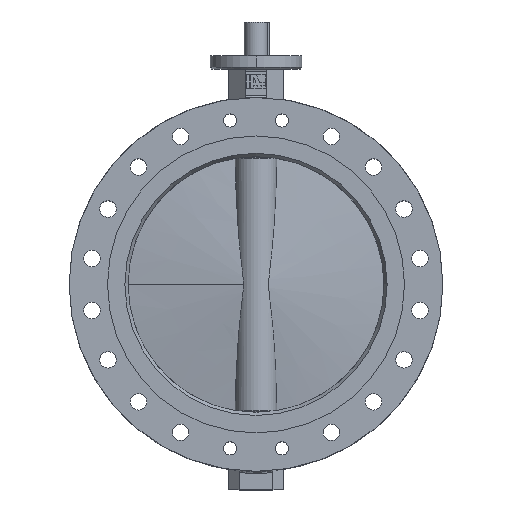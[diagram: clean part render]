
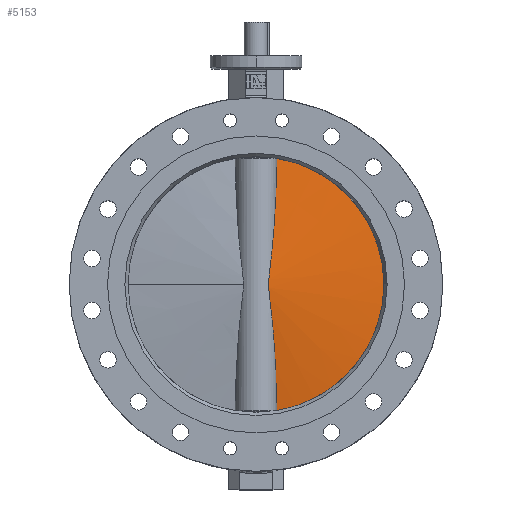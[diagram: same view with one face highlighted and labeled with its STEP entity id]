
A CAD part, top view. The second image highlights one B-rep face of the part: STEP entity #5153.
In plain terms, the highlighted conical face has half-angle 82.802 degrees and reference radius 245.467 mm.
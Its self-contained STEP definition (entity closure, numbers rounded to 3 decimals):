
#16 = EDGE_CURVE ( 'NONE', #6398, #6413, #526, .T. ) ;
#17 = EDGE_CURVE ( 'NONE', #6399, #6413, #6924, .T. ) ;
#143 = AXIS2_PLACEMENT_3D ( 'NONE', #6953, #6954, #6955 ) ;
#526 = B_SPLINE_CURVE_WITH_KNOTS ( 'NONE', 3,
 ( #5745, #5740, #5741, #5746, #5747, #5748, #5749, #5750, #5751, #5752, #5753, #5754, #5755, #5756, #5757, #4896, #4506, #4812, #6925, #6926, #6927, #6928, #6929, #6930, #6931, #6932, #6933, #6934, #6935, #6936, #6937, #6938, #6939, #6940, #6941, #6942, #6943, #6944, #6945, #6946, #6947, #6948, #6949, #6950 ),
 .UNSPECIFIED., .F., .F.,
 ( 4, 2, 2, 2, 2, 2, 2, 2, 2, 2, 2, 2, 2, 2, 2, 2, 2, 2, 2, 2, 2, 4 ),
 ( -0.218, -0.188, -0.158, -0.097, -0.067, -0.037, -0.022, -0.007, 0.001, 0.009, 0.016, 0.024, 0.031, 0.039, 0.046, 0.054, 0.069, 0.084, 0.114, 0.145, 0.205, 0.266 ),
 .UNSPECIFIED. ) ;
#1345 = AXIS2_PLACEMENT_3D ( 'NONE', #2631, #2632, #2633 ) ;
#1870 = EDGE_CURVE ( 'NONE', #6398, #6399, #2122, .T. ) ;
#2122 = CIRCLE ( 'NONE', #1345, 244.605 ) ;
#2631 = CARTESIAN_POINT ( 'NONE',  ( -4.109, 0., 0. ) ) ;
#2632 = DIRECTION ( 'NONE',  ( -1., 0., 0. ) ) ;
#2633 = DIRECTION ( 'NONE',  ( 0., 0., 1. ) ) ;
#3059 = AXIS2_PLACEMENT_3D ( 'NONE', #3877, #3878, #3876 ) ;
#3726 = FACE_OUTER_BOUND ( 'NONE', #4745, .T. ) ;
#3730 = CONICAL_SURFACE ( 'NONE', #3059, 245.467, 1.445 ) ;
#3876 = DIRECTION ( 'NONE',  ( 0., 0., -1. ) ) ;
#3877 = CARTESIAN_POINT ( 'NONE',  ( -4., 0., 0. ) ) ;
#3878 = DIRECTION ( 'NONE',  ( 1., 0., 0. ) ) ;
#4208 = CARTESIAN_POINT ( 'NONE',  ( -4.109, -241.348, 39.788 ) ) ;
#4209 = CARTESIAN_POINT ( 'NONE',  ( -4.109, 0., 244.605 ) ) ;
#4223 = CARTESIAN_POINT ( 'NONE',  ( -4.109, 241.348, 39.788 ) ) ;
#4506 = CARTESIAN_POINT ( 'NONE',  ( -30.381, -25.751, 26.021 ) ) ;
#4745 = EDGE_LOOP ( 'NONE', ( #5844, #5845, #5846 ) ) ;
#4812 = CARTESIAN_POINT ( 'NONE',  ( -30.859, -20.74, 25.453 ) ) ;
#4896 = CARTESIAN_POINT ( 'NONE',  ( -30.127, -28.254, 26.316 ) ) ;
#5153 = ADVANCED_FACE ( 'NONE', ( #3726 ), #3730, .T. ) ;
#5740 = CARTESIAN_POINT ( 'NONE',  ( -5.364, -231.296, 39.659 ) ) ;
#5741 = CARTESIAN_POINT ( 'NONE',  ( -6.619, -221.245, 39.469 ) ) ;
#5745 = CARTESIAN_POINT ( 'NONE',  ( -4.109, -241.348, 39.788 ) ) ;
#5746 = CARTESIAN_POINT ( 'NONE',  ( -9.126, -201.145, 38.966 ) ) ;
#5747 = CARTESIAN_POINT ( 'NONE',  ( -10.379, -191.096, 38.652 ) ) ;
#5748 = CARTESIAN_POINT ( 'NONE',  ( -14.132, -160.957, 37.512 ) ) ;
#5749 = CARTESIAN_POINT ( 'NONE',  ( -16.629, -140.885, 36.489 ) ) ;
#5750 = CARTESIAN_POINT ( 'NONE',  ( -20.347, -110.811, 34.467 ) ) ;
#5751 = CARTESIAN_POINT ( 'NONE',  ( -21.582, -100.792, 33.711 ) ) ;
#5752 = CARTESIAN_POINT ( 'NONE',  ( -24.033, -80.766, 32.01 ) ) ;
#5753 = CARTESIAN_POINT ( 'NONE',  ( -25.25, -70.76, 31.063 ) ) ;
#5754 = CARTESIAN_POINT ( 'NONE',  ( -27.037, -55.758, 29.489 ) ) ;
#5755 = CARTESIAN_POINT ( 'NONE',  ( -27.626, -50.759, 28.939 ) ) ;
#5756 = CARTESIAN_POINT ( 'NONE',  ( -28.775, -40.759, 27.796 ) ) ;
#5757 = CARTESIAN_POINT ( 'NONE',  ( -29.337, -35.76, 27.202 ) ) ;
#5844 = ORIENTED_EDGE ( 'NONE', *, *, #16, .F. ) ;
#5845 = ORIENTED_EDGE ( 'NONE', *, *, #1870, .T. ) ;
#5846 = ORIENTED_EDGE ( 'NONE', *, *, #17, .T. ) ;
#6398 = VERTEX_POINT ( 'NONE', #4208 ) ;
#6399 = VERTEX_POINT ( 'NONE', #4209 ) ;
#6413 = VERTEX_POINT ( 'NONE', #4223 ) ;
#6924 = CIRCLE ( 'NONE', #143, 244.605 ) ;
#6925 = CARTESIAN_POINT ( 'NONE',  ( -31.082, -18.234, 25.18 ) ) ;
#6926 = CARTESIAN_POINT ( 'NONE',  ( -31.472, -13.218, 24.69 ) ) ;
#6927 = CARTESIAN_POINT ( 'NONE',  ( -31.639, -10.708, 24.475 ) ) ;
#6928 = CARTESIAN_POINT ( 'NONE',  ( -31.879, -5.681, 24.161 ) ) ;
#6929 = CARTESIAN_POINT ( 'NONE',  ( -31.951, -3.164, 24.065 ) ) ;
#6930 = CARTESIAN_POINT ( 'NONE',  ( -31.972, 1.879, 24.038 ) ) ;
#6931 = CARTESIAN_POINT ( 'NONE',  ( -31.92, 4.406, 24.107 ) ) ;
#6932 = CARTESIAN_POINT ( 'NONE',  ( -31.711, 9.467, 24.381 ) ) ;
#6933 = CARTESIAN_POINT ( 'NONE',  ( -31.555, 12.005, 24.584 ) ) ;
#6934 = CARTESIAN_POINT ( 'NONE',  ( -31.18, 17.062, 25.057 ) ) ;
#6935 = CARTESIAN_POINT ( 'NONE',  ( -30.963, 19.584, 25.327 ) ) ;
#6936 = CARTESIAN_POINT ( 'NONE',  ( -30.493, 24.623, 25.89 ) ) ;
#6937 = CARTESIAN_POINT ( 'NONE',  ( -30.241, 27.139, 26.185 ) ) ;
#6938 = CARTESIAN_POINT ( 'NONE',  ( -29.456, 34.683, 27.074 ) ) ;
#6939 = CARTESIAN_POINT ( 'NONE',  ( -28.894, 39.707, 27.673 ) ) ;
#6940 = CARTESIAN_POINT ( 'NONE',  ( -27.743, 49.756, 28.827 ) ) ;
#6941 = CARTESIAN_POINT ( 'NONE',  ( -27.153, 54.781, 29.383 ) ) ;
#6942 = CARTESIAN_POINT ( 'NONE',  ( -25.36, 69.859, 30.975 ) ) ;
#6943 = CARTESIAN_POINT ( 'NONE',  ( -24.136, 79.918, 31.933 ) ) ;
#6944 = CARTESIAN_POINT ( 'NONE',  ( -21.673, 100.05, 33.653 ) ) ;
#6945 = CARTESIAN_POINT ( 'NONE',  ( -20.432, 110.123, 34.417 ) ) ;
#6946 = CARTESIAN_POINT ( 'NONE',  ( -16.694, 140.363, 36.461 ) ) ;
#6947 = CARTESIAN_POINT ( 'NONE',  ( -14.183, 160.555, 37.494 ) ) ;
#6948 = CARTESIAN_POINT ( 'NONE',  ( -9.153, 200.942, 39.027 ) ) ;
#6949 = CARTESIAN_POINT ( 'NONE',  ( -6.632, 221.142, 39.528 ) ) ;
#6950 = CARTESIAN_POINT ( 'NONE',  ( -4.109, 241.348, 39.788 ) ) ;
#6953 = CARTESIAN_POINT ( 'NONE',  ( -4.109, 0., 0. ) ) ;
#6954 = DIRECTION ( 'NONE',  ( -1., 0., 0. ) ) ;
#6955 = DIRECTION ( 'NONE',  ( 0., 0., 1. ) ) ;
